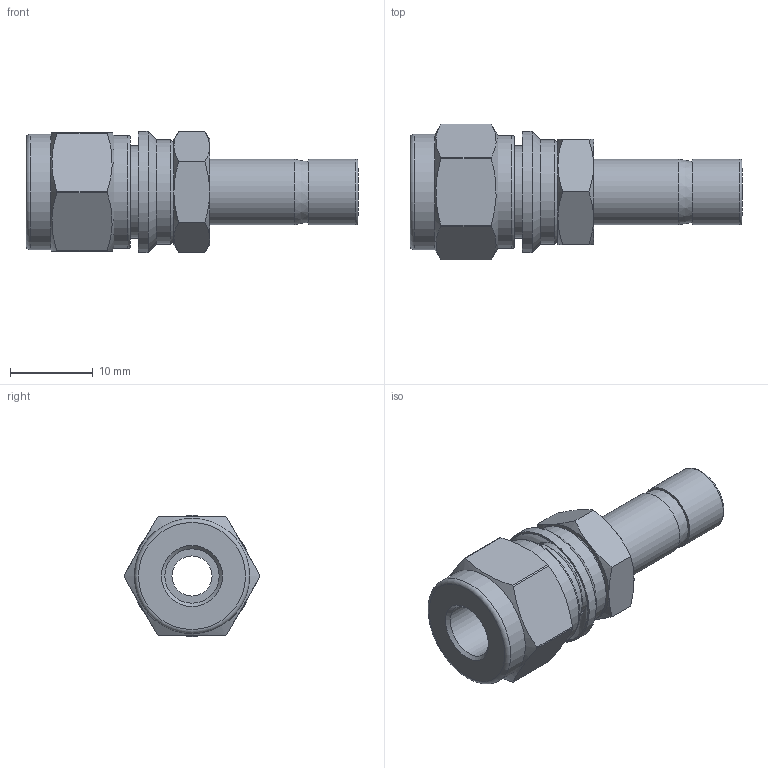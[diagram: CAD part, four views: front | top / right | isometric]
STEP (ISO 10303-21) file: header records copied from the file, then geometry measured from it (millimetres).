
FILE_DESCRIPTION(/* description */ (''),/* implementation_level */ '2;1');
FILE_NAME(/* name */ 'SRI-4-5.stp',/* time_stamp */ '2022-06-13T13:17:50+09:00',/* author */ ('user'),/* organization */ (''),/* preprocessor_version */ 'ST-DEVELOPER v18.1',/* originating_system */ 'Autodesk Inventor 2022',/* authorisation */ '');
FILE_SCHEMA (('AUTOMOTIVE_DESIGN { 1 0 10303 214 3 1 1 }'));
Length unit declared in the file: millimetre
Products named in the file (1): SR-4-5
Bounding box: 40.04 x 16.4 x 14.66 mm (x, y, z)
Volume: 3054.5 mm3; surface area: 2896.7 mm2
Topology: 1 solids, 1 shells, 66 faces, 143 edges, 87 vertices
Faces by surface type: plane 22, cone 22, cylinder 19, torus 3
Full cylindrical faces by diameter (mm): 4.826 x1, 4.83 x1, 5.6 x1, 6.55 x1, 7.93 x2, 9.4 x1, 10.1 x1, 11.113 x1, 12.6 x1, 13.6 x1, 13.9 x1, 14.6 x1
Entity records: 1802 total; most frequent: CARTESIAN_POINT 369, DIRECTION 307, ORIENTED_EDGE 286, EDGE_CURVE 143, AXIS2_PLACEMENT_3D 133, VERTEX_POINT 87, EDGE_LOOP 76, CIRCLE 66
